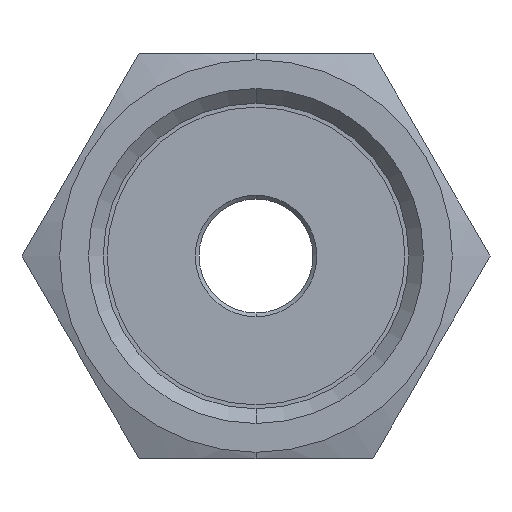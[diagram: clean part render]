
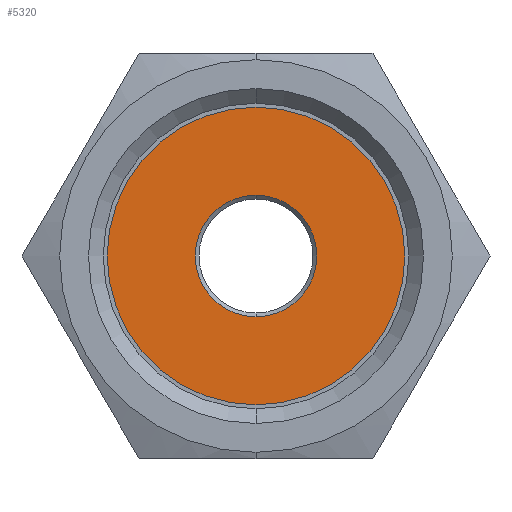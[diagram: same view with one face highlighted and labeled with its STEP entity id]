
A CAD part, left-side view. The second image highlights one B-rep face of the part: STEP entity #5320.
In plain terms, the highlighted planar face has unit normal (-1, 0, 0).
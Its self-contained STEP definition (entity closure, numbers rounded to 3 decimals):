
#108 = DIRECTION ( 'NONE',  ( 1., 0., 0. ) ) ;
#328 = CIRCLE ( 'NONE', #1667, 11.75 ) ;
#362 = AXIS2_PLACEMENT_3D ( 'NONE', #1943, #678, #5775 ) ;
#678 = DIRECTION ( 'NONE',  ( 1., 0., 0. ) ) ;
#1134 = VERTEX_POINT ( 'NONE', #7203 ) ;
#1395 = EDGE_CURVE ( 'NONE', #9616, #1134, #10963, .T. ) ;
#1437 = DIRECTION ( 'NONE',  ( 0., 0., 1. ) ) ;
#1452 = CIRCLE ( 'NONE', #12582, 4.8 ) ;
#1667 = AXIS2_PLACEMENT_3D ( 'NONE', #2403, #9012, #15697 ) ;
#1725 = CARTESIAN_POINT ( 'NONE',  ( -45., 11.75, 0. ) ) ;
#1943 = CARTESIAN_POINT ( 'NONE',  ( -45., 0., 0. ) ) ;
#2170 = ORIENTED_EDGE ( 'NONE', *, *, #13537, .T. ) ;
#2403 = CARTESIAN_POINT ( 'NONE',  ( -45., 0., 0. ) ) ;
#3116 = EDGE_LOOP ( 'NONE', ( #2170, #12015 ) ) ;
#3506 = FACE_OUTER_BOUND ( 'NONE', #5829, .T. ) ;
#5320 = ADVANCED_FACE ( 'NONE', ( #14980, #3506 ), #14652, .T. ) ;
#5358 = VERTEX_POINT ( 'NONE', #5707 ) ;
#5540 = DIRECTION ( 'NONE',  ( 0., 0., 1. ) ) ;
#5707 = CARTESIAN_POINT ( 'NONE',  ( -45., 0., 4.8 ) ) ;
#5775 = DIRECTION ( 'NONE',  ( 0., 0., 1. ) ) ;
#5829 = EDGE_LOOP ( 'NONE', ( #9395, #13476 ) ) ;
#6096 = DIRECTION ( 'NONE',  ( 1., 0., 0. ) ) ;
#6661 = VERTEX_POINT ( 'NONE', #6988 ) ;
#6988 = CARTESIAN_POINT ( 'NONE',  ( -45., 0., -4.8 ) ) ;
#7203 = CARTESIAN_POINT ( 'NONE',  ( -45., 0., 11.75 ) ) ;
#7811 = CARTESIAN_POINT ( 'NONE',  ( -45., 0., 0. ) ) ;
#9012 = DIRECTION ( 'NONE',  ( 1., 0., 0. ) ) ;
#9395 = ORIENTED_EDGE ( 'NONE', *, *, #1395, .F. ) ;
#9616 = VERTEX_POINT ( 'NONE', #10093 ) ;
#10093 = CARTESIAN_POINT ( 'NONE',  ( -45., 0., -11.75 ) ) ;
#10119 = EDGE_CURVE ( 'NONE', #6661, #5358, #11635, .T. ) ;
#10963 = CIRCLE ( 'NONE', #12466, 11.75 ) ;
#11635 = CIRCLE ( 'NONE', #362, 4.8 ) ;
#12015 = ORIENTED_EDGE ( 'NONE', *, *, #10119, .T. ) ;
#12466 = AXIS2_PLACEMENT_3D ( 'NONE', #13920, #6096, #15317 ) ;
#12582 = AXIS2_PLACEMENT_3D ( 'NONE', #7811, #108, #1437 ) ;
#13435 = AXIS2_PLACEMENT_3D ( 'NONE', #1725, #14880, #5540 ) ;
#13476 = ORIENTED_EDGE ( 'NONE', *, *, #15439, .F. ) ;
#13537 = EDGE_CURVE ( 'NONE', #5358, #6661, #1452, .T. ) ;
#13920 = CARTESIAN_POINT ( 'NONE',  ( -45., 0., 0. ) ) ;
#14652 = PLANE ( 'NONE',  #13435 ) ;
#14880 = DIRECTION ( 'NONE',  ( -1., 0., 0. ) ) ;
#14980 = FACE_BOUND ( 'NONE', #3116, .T. ) ;
#15317 = DIRECTION ( 'NONE',  ( 0., 0., -1. ) ) ;
#15439 = EDGE_CURVE ( 'NONE', #1134, #9616, #328, .T. ) ;
#15697 = DIRECTION ( 'NONE',  ( 0., 0., -1. ) ) ;
